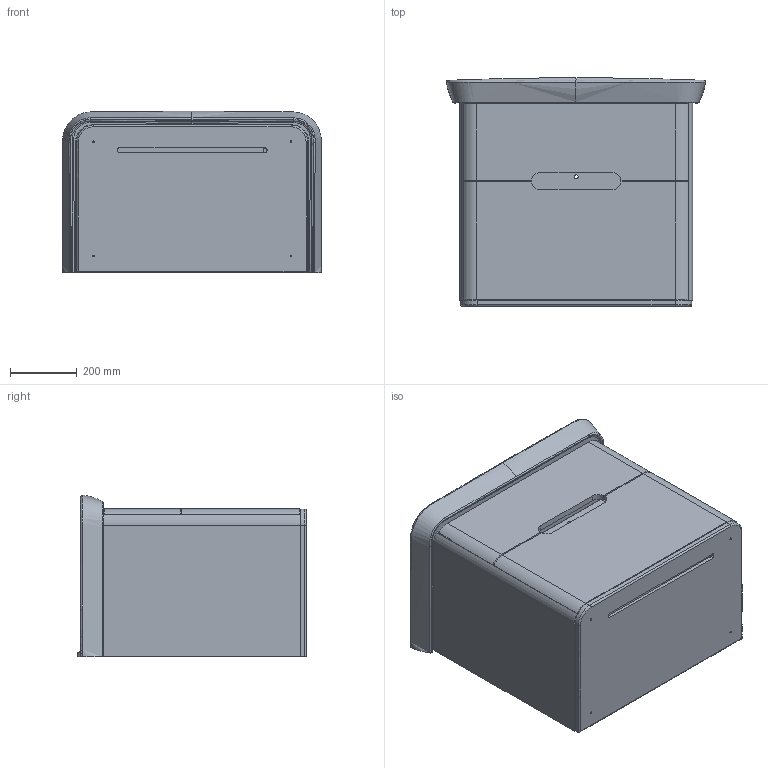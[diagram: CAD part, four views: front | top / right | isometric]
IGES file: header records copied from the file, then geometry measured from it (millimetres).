
Start section: SolidWorks IGES file using analytic representation for surfaces
Global section: file name: 60824+60830+60836 80 cm 2 cek lv dl ayaksýz.IGS; native system: SolidWorks 2016; preprocessor: SolidWorks 2016; author: nergis.ozcan; date: 170711.133552; units: millimetre
Bounding box: 779.57 x 687.7 x 485.54 mm (x, y, z)
Volume: 59616265 mm3; surface area: 6825388.4 mm2
Topology: 50 solids, 50 shells, 1941 faces, 7028 edges, 5405 vertices
Faces by surface type: plane 797, revolution 733, bspline 411
